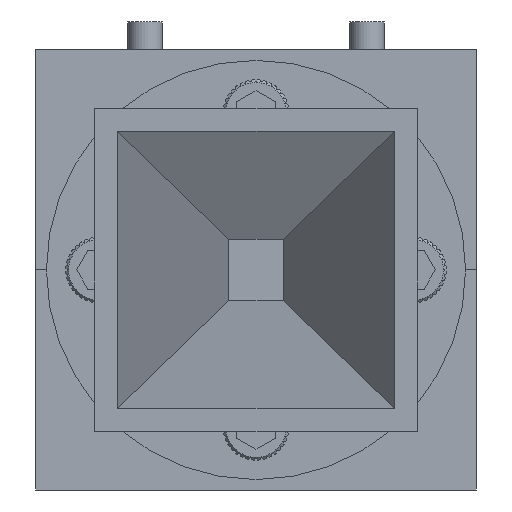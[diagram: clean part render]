
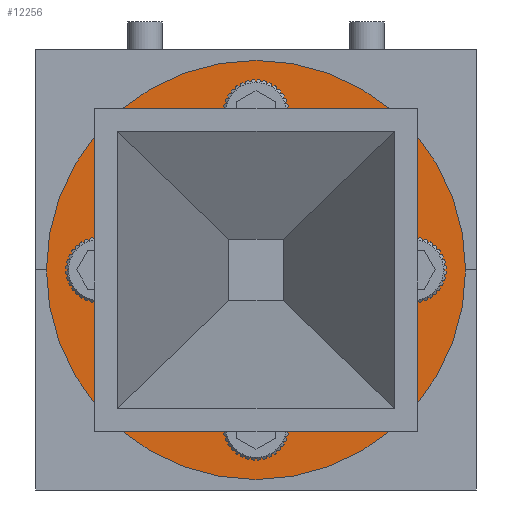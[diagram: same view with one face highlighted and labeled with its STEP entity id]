
A CAD part, left-side view. The second image highlights one B-rep face of the part: STEP entity #12256.
In plain terms, the highlighted planar face has unit normal (-1, 0, 0).
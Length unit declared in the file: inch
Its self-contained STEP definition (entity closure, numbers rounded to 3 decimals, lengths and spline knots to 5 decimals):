
#6 = CIRCLE ( 'NONE', #4356, 0.03125 ) ;
#30 = ORIENTED_EDGE ( 'NONE', *, *, #24576, .F. ) ;
#157 = VERTEX_POINT ( 'NONE', #18365 ) ;
#771 = LINE ( 'NONE', #23587, #8181 ) ;
#1114 = EDGE_CURVE ( 'NONE', #33231, #33231, #21146, .T. ) ;
#1223 = VERTEX_POINT ( 'NONE', #22502 ) ;
#1411 = FACE_BOUND ( 'NONE', #26338, .T. ) ;
#1568 = CARTESIAN_POINT ( 'NONE',  ( 1.23, -0.19887, 0.23237 ) ) ;
#1589 = FACE_BOUND ( 'NONE', #20474, .T. ) ;
#1754 = FACE_BOUND ( 'NONE', #10699, .T. ) ;
#1786 = EDGE_LOOP ( 'NONE', ( #14668 ) ) ;
#1921 = CARTESIAN_POINT ( 'NONE',  ( 1.23, -0.19887, -0.19887 ) ) ;
#2193 = DIRECTION ( 'NONE',  ( 0., 0., 1. ) ) ;
#2262 = EDGE_LOOP ( 'NONE', ( #18653 ) ) ;
#2337 = VERTEX_POINT ( 'NONE', #16291 ) ;
#2548 = EDGE_CURVE ( 'NONE', #15553, #15553, #25948, .T. ) ;
#2705 = CARTESIAN_POINT ( 'NONE',  ( 1.23, 0., 0.33725 ) ) ;
#2716 = CARTESIAN_POINT ( 'NONE',  ( 1.23, 0.09, -0.096 ) ) ;
#2917 = AXIS2_PLACEMENT_3D ( 'NONE', #4177, #14548, #7264 ) ;
#3662 = EDGE_LOOP ( 'NONE', ( #9502 ) ) ;
#4009 = CIRCLE ( 'NONE', #2917, 0.0335 ) ;
#4134 = CARTESIAN_POINT ( 'NONE',  ( 1.23, 0.1, 0. ) ) ;
#4177 = CARTESIAN_POINT ( 'NONE',  ( 1.23, 0.19887, -0.19887 ) ) ;
#4184 = DIRECTION ( 'NONE',  ( -1., 0., 0. ) ) ;
#4259 = EDGE_LOOP ( 'NONE', ( #10999 ) ) ;
#4356 = AXIS2_PLACEMENT_3D ( 'NONE', #10231, #21915, #8824 ) ;
#4537 = ORIENTED_EDGE ( 'NONE', *, *, #26269, .F. ) ;
#4705 = CARTESIAN_POINT ( 'NONE',  ( 1.23, 0.09, 0.096 ) ) ;
#5398 = ORIENTED_EDGE ( 'NONE', *, *, #25683, .F. ) ;
#5988 = DIRECTION ( 'NONE',  ( 0., 0., -1. ) ) ;
#6395 = AXIS2_PLACEMENT_3D ( 'NONE', #9470, #22562, #17109 ) ;
#6544 = DIRECTION ( 'NONE',  ( 0., 0., 1. ) ) ;
#6594 = LINE ( 'NONE', #27339, #16411 ) ;
#6602 = CIRCLE ( 'NONE', #20174, 0.03125 ) ;
#6878 = FACE_BOUND ( 'NONE', #1786, .T. ) ;
#7264 = DIRECTION ( 'NONE',  ( 0., 0., 1. ) ) ;
#7682 = ORIENTED_EDGE ( 'NONE', *, *, #20884, .F. ) ;
#7835 = CARTESIAN_POINT ( 'NONE',  ( 1.23, 0.19887, 0.23012 ) ) ;
#7936 = CARTESIAN_POINT ( 'NONE',  ( 1.23, -0.09, -0.096 ) ) ;
#8181 = VECTOR ( 'NONE', #21031, 39.37008 ) ;
#8253 = DIRECTION ( 'NONE',  ( 0., 0., 1. ) ) ;
#8780 = LINE ( 'NONE', #32070, #23976 ) ;
#8824 = DIRECTION ( 'NONE',  ( 0., 0., 1. ) ) ;
#9136 = DIRECTION ( 'NONE',  ( 0., 0., 1. ) ) ;
#9470 = CARTESIAN_POINT ( 'NONE',  ( 1.23, 0., 0. ) ) ;
#9478 = EDGE_CURVE ( 'NONE', #2337, #21096, #771, .T. ) ;
#9502 = ORIENTED_EDGE ( 'NONE', *, *, #1114, .F. ) ;
#10231 = CARTESIAN_POINT ( 'NONE',  ( 1.23, 0.19887, 0.19887 ) ) ;
#10591 = LINE ( 'NONE', #21148, #30996 ) ;
#10611 = DIRECTION ( 'NONE',  ( -1., 0., 0. ) ) ;
#10699 = EDGE_LOOP ( 'NONE', ( #25549 ) ) ;
#10707 = VERTEX_POINT ( 'NONE', #25216 ) ;
#10999 = ORIENTED_EDGE ( 'NONE', *, *, #28964, .F. ) ;
#11743 = ORIENTED_EDGE ( 'NONE', *, *, #32231, .F. ) ;
#12141 = DIRECTION ( 'NONE',  ( 0., -1., 0. ) ) ;
#12256 = ADVANCED_FACE ( 'NONE', ( #12473, #32551, #1754, #12302, #24910, #1589, #1411, #6878, #25401, #22365 ), #30168, .T. ) ;
#12302 = FACE_BOUND ( 'NONE', #4259, .T. ) ;
#12321 = DIRECTION ( 'NONE',  ( -1., 0., 0. ) ) ;
#12473 = FACE_OUTER_BOUND ( 'NONE', #25514, .T. ) ;
#12589 = DIRECTION ( 'NONE',  ( -1., 0., 0. ) ) ;
#13431 = CARTESIAN_POINT ( 'NONE',  ( 1.23, -0.19887, -0.16762 ) ) ;
#13536 = AXIS2_PLACEMENT_3D ( 'NONE', #16745, #19478, #6544 ) ;
#14376 = EDGE_LOOP ( 'NONE', ( #4537, #5398, #11743, #26376 ) ) ;
#14548 = DIRECTION ( 'NONE',  ( -1., 0., 0. ) ) ;
#14668 = ORIENTED_EDGE ( 'NONE', *, *, #28589, .F. ) ;
#14820 = VERTEX_POINT ( 'NONE', #2705 ) ;
#14850 = DIRECTION ( 'NONE',  ( -1., 0., 0. ) ) ;
#14882 = CIRCLE ( 'NONE', #24134, 0.056 ) ;
#15523 = AXIS2_PLACEMENT_3D ( 'NONE', #32422, #4184, #9136 ) ;
#15553 = VERTEX_POINT ( 'NONE', #28473 ) ;
#15859 = AXIS2_PLACEMENT_3D ( 'NONE', #31022, #10611, #8253 ) ;
#16291 = CARTESIAN_POINT ( 'NONE',  ( 1.23, -0.09, 0.096 ) ) ;
#16411 = VECTOR ( 'NONE', #24625, 39.37008 ) ;
#16608 = EDGE_CURVE ( 'NONE', #1223, #1223, #24755, .T. ) ;
#16745 = CARTESIAN_POINT ( 'NONE',  ( 1.23, 0.28125, 0. ) ) ;
#16809 = CARTESIAN_POINT ( 'NONE',  ( 1.23, 0., -0.28125 ) ) ;
#16939 = VERTEX_POINT ( 'NONE', #7936 ) ;
#17109 = DIRECTION ( 'NONE',  ( 0., 1., 0. ) ) ;
#17753 = DIRECTION ( 'NONE',  ( 0., 0., 1. ) ) ;
#18365 = CARTESIAN_POINT ( 'NONE',  ( 1.23, 0., -0.22525 ) ) ;
#18425 = EDGE_CURVE ( 'NONE', #30304, #30304, #33189, .T. ) ;
#18548 = VERTEX_POINT ( 'NONE', #13431 ) ;
#18653 = ORIENTED_EDGE ( 'NONE', *, *, #21609, .F. ) ;
#19478 = DIRECTION ( 'NONE',  ( -1., 0., 0. ) ) ;
#19961 = AXIS2_PLACEMENT_3D ( 'NONE', #4134, #22689, #12141 ) ;
#20174 = AXIS2_PLACEMENT_3D ( 'NONE', #1921, #14850, #25922 ) ;
#20474 = EDGE_LOOP ( 'NONE', ( #30 ) ) ;
#20884 = EDGE_CURVE ( 'NONE', #30484, #30484, #6, .T. ) ;
#21031 = DIRECTION ( 'NONE',  ( 0., 1., 0. ) ) ;
#21096 = VERTEX_POINT ( 'NONE', #4705 ) ;
#21146 = CIRCLE ( 'NONE', #13536, 0.056 ) ;
#21148 = CARTESIAN_POINT ( 'NONE',  ( 1.23, 0.09, -0.096 ) ) ;
#21609 = EDGE_CURVE ( 'NONE', #14820, #14820, #29814, .T. ) ;
#21915 = DIRECTION ( 'NONE',  ( -1., 0., 0. ) ) ;
#22365 = FACE_BOUND ( 'NONE', #14376, .T. ) ;
#22502 = CARTESIAN_POINT ( 'NONE',  ( 1.23, -0.28125, 0.056 ) ) ;
#22562 = DIRECTION ( 'NONE',  ( 1., 0., 0. ) ) ;
#22689 = DIRECTION ( 'NONE',  ( -1., 0., 0. ) ) ;
#23587 = CARTESIAN_POINT ( 'NONE',  ( 1.23, -0.09, 0.096 ) ) ;
#23976 = VECTOR ( 'NONE', #26324, 39.37008 ) ;
#24134 = AXIS2_PLACEMENT_3D ( 'NONE', #16809, #12321, #17753 ) ;
#24335 = EDGE_LOOP ( 'NONE', ( #31423 ) ) ;
#24576 = EDGE_CURVE ( 'NONE', #18548, #18548, #6602, .T. ) ;
#24625 = DIRECTION ( 'NONE',  ( 0., 0., 1. ) ) ;
#24755 = CIRCLE ( 'NONE', #15523, 0.056 ) ;
#24910 = FACE_BOUND ( 'NONE', #3662, .T. ) ;
#25216 = CARTESIAN_POINT ( 'NONE',  ( 1.23, 0.19887, -0.16537 ) ) ;
#25401 = FACE_BOUND ( 'NONE', #24335, .T. ) ;
#25514 = EDGE_LOOP ( 'NONE', ( #26843 ) ) ;
#25549 = ORIENTED_EDGE ( 'NONE', *, *, #16608, .F. ) ;
#25683 = EDGE_CURVE ( 'NONE', #32660, #16939, #8780, .T. ) ;
#25922 = DIRECTION ( 'NONE',  ( 0., 0., 1. ) ) ;
#25948 = CIRCLE ( 'NONE', #6395, 0.375 ) ;
#26269 = EDGE_CURVE ( 'NONE', #16939, #2337, #6594, .T. ) ;
#26324 = DIRECTION ( 'NONE',  ( 0., -1., 0. ) ) ;
#26338 = EDGE_LOOP ( 'NONE', ( #7682 ) ) ;
#26376 = ORIENTED_EDGE ( 'NONE', *, *, #9478, .F. ) ;
#26843 = ORIENTED_EDGE ( 'NONE', *, *, #2548, .F. ) ;
#27339 = CARTESIAN_POINT ( 'NONE',  ( 1.23, -0.09, -0.096 ) ) ;
#28141 = CARTESIAN_POINT ( 'NONE',  ( 1.23, 0.28125, 0.056 ) ) ;
#28473 = CARTESIAN_POINT ( 'NONE',  ( 1.23, 0.375, 0. ) ) ;
#28589 = EDGE_CURVE ( 'NONE', #10707, #10707, #4009, .T. ) ;
#28964 = EDGE_CURVE ( 'NONE', #157, #157, #14882, .T. ) ;
#29814 = CIRCLE ( 'NONE', #30357, 0.056 ) ;
#30168 = PLANE ( 'NONE',  #19961 ) ;
#30304 = VERTEX_POINT ( 'NONE', #1568 ) ;
#30357 = AXIS2_PLACEMENT_3D ( 'NONE', #30948, #12589, #2193 ) ;
#30484 = VERTEX_POINT ( 'NONE', #7835 ) ;
#30948 = CARTESIAN_POINT ( 'NONE',  ( 1.23, 0., 0.28125 ) ) ;
#30996 = VECTOR ( 'NONE', #5988, 39.37008 ) ;
#31022 = CARTESIAN_POINT ( 'NONE',  ( 1.23, -0.19887, 0.19887 ) ) ;
#31423 = ORIENTED_EDGE ( 'NONE', *, *, #18425, .F. ) ;
#32070 = CARTESIAN_POINT ( 'NONE',  ( 1.23, -0.09, -0.096 ) ) ;
#32231 = EDGE_CURVE ( 'NONE', #21096, #32660, #10591, .T. ) ;
#32422 = CARTESIAN_POINT ( 'NONE',  ( 1.23, -0.28125, 0. ) ) ;
#32551 = FACE_BOUND ( 'NONE', #2262, .T. ) ;
#32660 = VERTEX_POINT ( 'NONE', #2716 ) ;
#33189 = CIRCLE ( 'NONE', #15859, 0.0335 ) ;
#33231 = VERTEX_POINT ( 'NONE', #28141 ) ;
